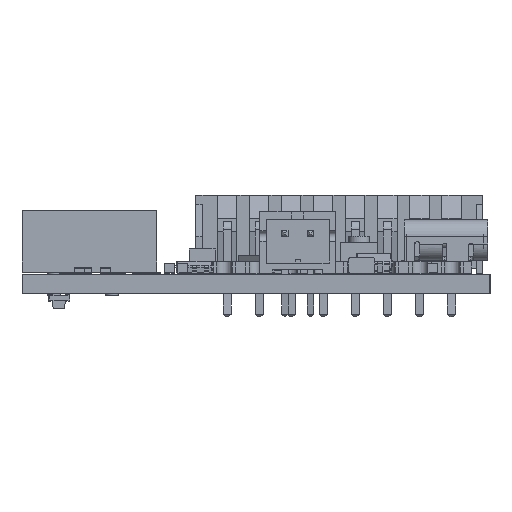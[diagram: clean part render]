
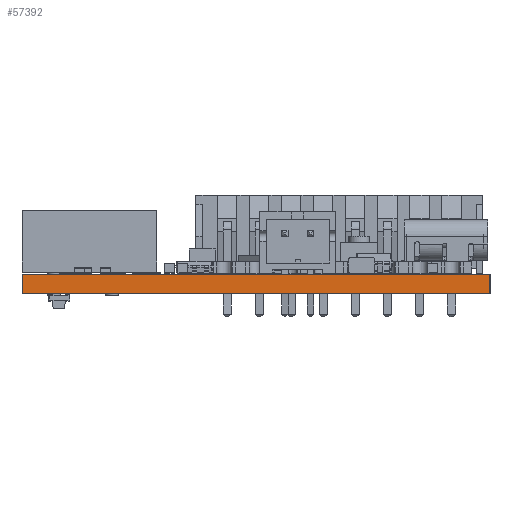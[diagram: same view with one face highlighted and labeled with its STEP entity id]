
A CAD part, left-side view. The second image highlights one B-rep face of the part: STEP entity #57392.
In plain terms, the highlighted planar face has unit normal (-1, 0, 0).
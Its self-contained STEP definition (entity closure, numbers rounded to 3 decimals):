
#56607 = VERTEX_POINT('',#56608);
#56608 = CARTESIAN_POINT('',(100.,-100.,0.));
#56614 = EDGE_CURVE('',#56615,#56607,#56617,.T.);
#56615 = VERTEX_POINT('',#56616);
#56616 = CARTESIAN_POINT('',(100.,-136.5,0.));
#56617 = LINE('',#56618,#56619);
#56618 = CARTESIAN_POINT('',(100.,-136.5,0.));
#56619 = VECTOR('',#56620,1.);
#56620 = DIRECTION('',(0.,1.,0.));
#56986 = VERTEX_POINT('',#56987);
#56987 = CARTESIAN_POINT('',(100.,-100.,1.51));
#56993 = EDGE_CURVE('',#56994,#56986,#56996,.T.);
#56994 = VERTEX_POINT('',#56995);
#56995 = CARTESIAN_POINT('',(100.,-136.5,1.51));
#56996 = LINE('',#56997,#56998);
#56997 = CARTESIAN_POINT('',(100.,-136.5,1.51));
#56998 = VECTOR('',#56999,1.);
#56999 = DIRECTION('',(0.,1.,0.));
#57362 = EDGE_CURVE('',#56607,#56986,#57363,.T.);
#57363 = LINE('',#57364,#57365);
#57364 = CARTESIAN_POINT('',(100.,-100.,0.));
#57365 = VECTOR('',#57366,1.);
#57366 = DIRECTION('',(0.,0.,1.));
#57392 = ADVANCED_FACE('',(#57393),#57404,.T.);
#57393 = FACE_BOUND('',#57394,.T.);
#57394 = EDGE_LOOP('',(#57395,#57401,#57402,#57403));
#57395 = ORIENTED_EDGE('',*,*,#57396,.T.);
#57396 = EDGE_CURVE('',#56615,#56994,#57397,.T.);
#57397 = LINE('',#57398,#57399);
#57398 = CARTESIAN_POINT('',(100.,-136.5,0.));
#57399 = VECTOR('',#57400,1.);
#57400 = DIRECTION('',(0.,0.,1.));
#57401 = ORIENTED_EDGE('',*,*,#56993,.T.);
#57402 = ORIENTED_EDGE('',*,*,#57362,.F.);
#57403 = ORIENTED_EDGE('',*,*,#56614,.F.);
#57404 = PLANE('',#57405);
#57405 = AXIS2_PLACEMENT_3D('',#57406,#57407,#57408);
#57406 = CARTESIAN_POINT('',(100.,-136.5,0.));
#57407 = DIRECTION('',(-1.,0.,0.));
#57408 = DIRECTION('',(0.,1.,0.));
